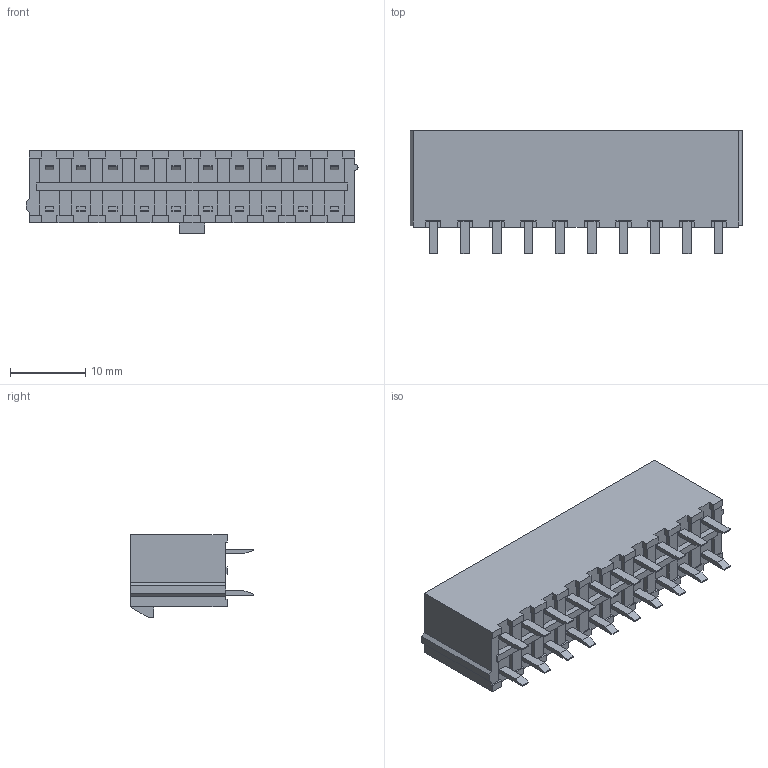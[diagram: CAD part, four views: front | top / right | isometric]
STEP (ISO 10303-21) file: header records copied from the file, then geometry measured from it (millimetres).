
FILE_DESCRIPTION( ( 'STEP AP214' ), '1' );
FILE_NAME( 'psolqas08334580611.stp', '2019-02-18T07:33:45', ( '' ), ( '' ), ' ', 'PARTsolutions', ' ' );
FILE_SCHEMA( ( 'AUTOMOTIVE_DESIGN { 1 0 10303 214 1 1 1 1 }' ) );
Length unit declared in the file: metre
Products named in the file (1): 1
Bounding box: 44 x 16.3 x 11 mm (x, y, z)
Volume: 3048.2 mm3; surface area: 5649 mm2
Topology: 1 solids, 1 shells, 545 faces, 1447 edges, 964 vertices
Faces by surface type: plane 544, cylinder 1
Entity records: 16562 total; most frequent: CARTESIAN_POINT 2957, ORIENTED_EDGE 2894, DIRECTION 2541, EDGE_CURVE 1447, LINE 1445, VECTOR 1445, VERTEX_POINT 964, EDGE_LOOP 605
